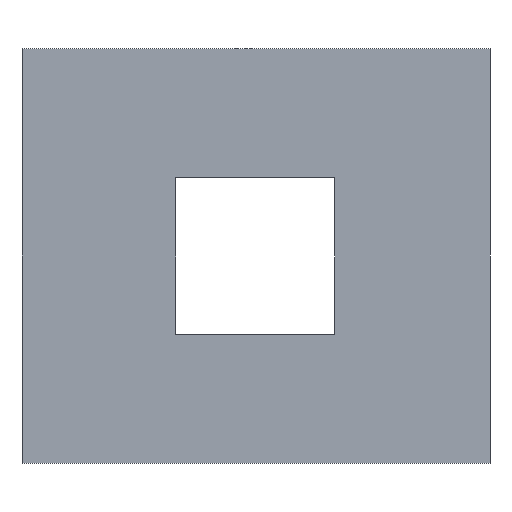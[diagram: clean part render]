
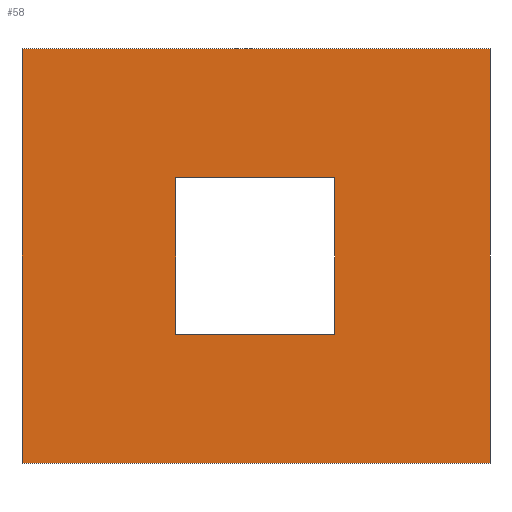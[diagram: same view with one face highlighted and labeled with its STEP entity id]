
A CAD part, top view. The second image highlights one B-rep face of the part: STEP entity #58.
In plain terms, the highlighted planar face has unit normal (0, 0, 1).
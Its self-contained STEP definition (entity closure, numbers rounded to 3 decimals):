
#13=FACE_BOUND('',#16,.T.);
#14=FACE_OUTER_BOUND('',#15,.T.);
#15=EDGE_LOOP('',(#49,#50,#51,#52));
#16=EDGE_LOOP('',(#53,#54,#55,#56));
#17=LINE('',#97,#25);
#18=LINE('',#99,#26);
#19=LINE('',#101,#27);
#20=LINE('',#102,#28);
#21=LINE('',#105,#29);
#22=LINE('',#107,#30);
#23=LINE('',#109,#31);
#24=LINE('',#110,#32);
#25=VECTOR('',#85,10.);
#26=VECTOR('',#86,10.);
#27=VECTOR('',#87,10.);
#28=VECTOR('',#88,10.);
#29=VECTOR('',#89,10.);
#30=VECTOR('',#90,10.);
#31=VECTOR('',#91,10.);
#32=VECTOR('',#92,10.);
#33=VERTEX_POINT('',#95);
#34=VERTEX_POINT('',#96);
#35=VERTEX_POINT('',#98);
#36=VERTEX_POINT('',#100);
#37=VERTEX_POINT('',#103);
#38=VERTEX_POINT('',#104);
#39=VERTEX_POINT('',#106);
#40=VERTEX_POINT('',#108);
#41=EDGE_CURVE('',#33,#34,#17,.T.);
#42=EDGE_CURVE('',#35,#33,#18,.T.);
#43=EDGE_CURVE('',#36,#35,#19,.T.);
#44=EDGE_CURVE('',#34,#36,#20,.T.);
#45=EDGE_CURVE('',#37,#38,#21,.T.);
#46=EDGE_CURVE('',#38,#39,#22,.T.);
#47=EDGE_CURVE('',#39,#40,#23,.T.);
#48=EDGE_CURVE('',#40,#37,#24,.T.);
#49=ORIENTED_EDGE('',*,*,#41,.F.);
#50=ORIENTED_EDGE('',*,*,#42,.F.);
#51=ORIENTED_EDGE('',*,*,#43,.F.);
#52=ORIENTED_EDGE('',*,*,#44,.F.);
#53=ORIENTED_EDGE('',*,*,#45,.T.);
#54=ORIENTED_EDGE('',*,*,#46,.T.);
#55=ORIENTED_EDGE('',*,*,#47,.T.);
#56=ORIENTED_EDGE('',*,*,#48,.T.);
#57=PLANE('',#80);
#58=ADVANCED_FACE('',(#14,#13),#57,.T.);
#80=AXIS2_PLACEMENT_3D('',#94,#83,#84);
#83=DIRECTION('center_axis',(0.,0.,1.));
#84=DIRECTION('ref_axis',(1.,0.,0.));
#85=DIRECTION('',(1.,0.,0.));
#86=DIRECTION('',(0.,1.,0.));
#87=DIRECTION('',(-1.,0.,0.));
#88=DIRECTION('',(0.,-1.,0.));
#89=DIRECTION('',(0.,1.,0.));
#90=DIRECTION('',(1.,0.,0.));
#91=DIRECTION('',(0.,-1.,0.));
#92=DIRECTION('',(-1.,0.,0.));
#94=CARTESIAN_POINT('Origin',(4.41,4.954,0.));
#95=CARTESIAN_POINT('',(-2.819,11.357,0.));
#96=CARTESIAN_POINT('',(11.639,11.357,0.));
#97=CARTESIAN_POINT('',(-2.819,11.357,0.));
#98=CARTESIAN_POINT('',(-2.819,-1.45,0.));
#99=CARTESIAN_POINT('',(-2.819,-1.45,0.));
#100=CARTESIAN_POINT('',(11.639,-1.45,0.));
#101=CARTESIAN_POINT('',(11.639,-1.45,0.));
#102=CARTESIAN_POINT('',(11.639,11.357,0.));
#103=CARTESIAN_POINT('',(1.933,2.537,0.));
#104=CARTESIAN_POINT('',(1.933,7.37,0.));
#105=CARTESIAN_POINT('',(1.933,6.162,0.));
#106=CARTESIAN_POINT('',(6.846,7.37,0.));
#107=CARTESIAN_POINT('',(5.628,7.37,0.));
#108=CARTESIAN_POINT('',(6.846,2.537,0.));
#109=CARTESIAN_POINT('',(6.846,3.745,0.));
#110=CARTESIAN_POINT('',(3.172,2.537,0.));
